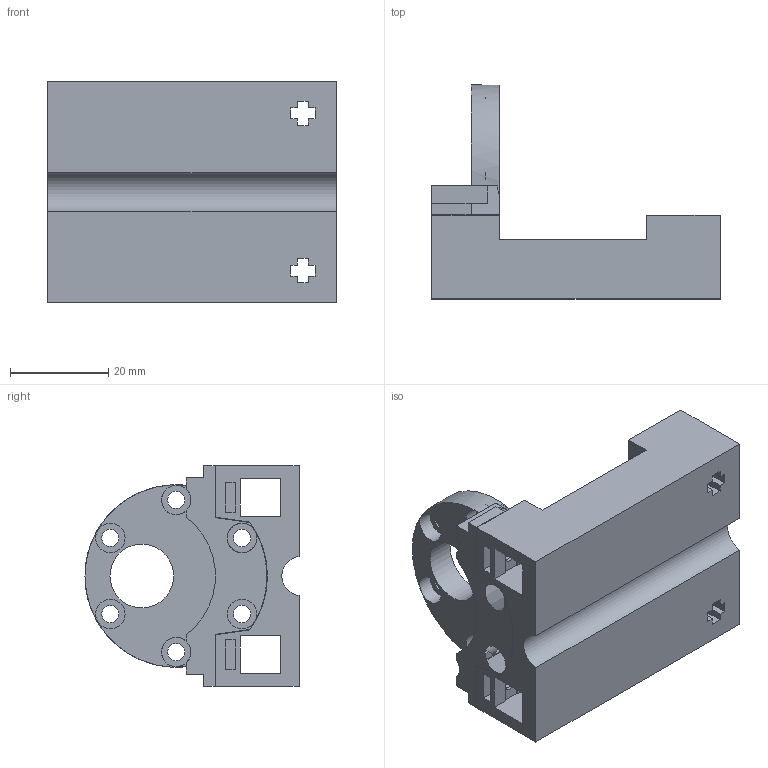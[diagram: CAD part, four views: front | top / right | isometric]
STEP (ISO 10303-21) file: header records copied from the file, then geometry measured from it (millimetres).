
FILE_DESCRIPTION(/* description */ (''),/* implementation_level */ '2;1');
FILE_NAME(/* name */ 'Driving Motor Base.step',/* time_stamp */ '2024-09-18T08:23:31+02:00',/* author */ (''),/* organization */ (''),/* preprocessor_version */ 'ST-DEVELOPER v20',/* originating_system */ 'Autodesk Translation Framework v13.14.0.145',/* authorisation */ '');
FILE_SCHEMA (('AUTOMOTIVE_DESIGN { 1 0 10303 214 3 1 1 }'));
Length unit declared in the file: millimetre
Products named in the file (2): Car-FlawFactory; Driving Motor Base
Assembly tree (1 placements, depth 2):
  Car-FlawFactory
    Driving Motor Base
Bounding box: 58.8 x 43.64 x 45 mm (x, y, z)
Volume: 27237 mm3; surface area: 16029 mm2
Topology: 2 solids, 2 shells, 181 faces, 525 edges, 342 vertices
Faces by surface type: plane 150, cylinder 31
Full cylindrical faces by diameter (mm): 3.5 x12, 6 x8, 13 x1
Entity records: 6105 total; most frequent: CARTESIAN_POINT 1147, ORIENTED_EDGE 1054, DIRECTION 959, EDGE_CURVE 527, LINE 443, VECTOR 443, VERTEX_POINT 342, AXIS2_PLACEMENT_3D 258
